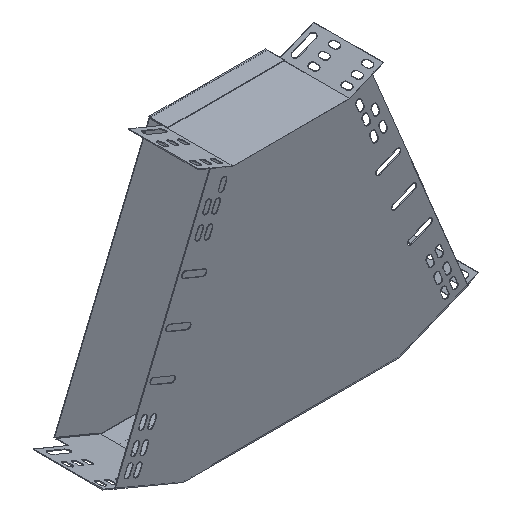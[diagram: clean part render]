
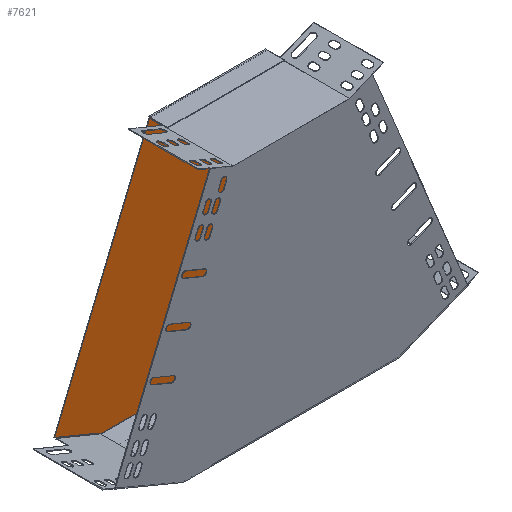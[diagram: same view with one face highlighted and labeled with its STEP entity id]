
A CAD part, isometric view. The second image highlights one B-rep face of the part: STEP entity #7621.
In plain terms, the highlighted planar face has unit normal (0, -1, 0).
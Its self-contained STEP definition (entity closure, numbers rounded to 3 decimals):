
#128 = CARTESIAN_POINT ( 'NONE',  ( -159.019, 239.156, -191.822 ) ) ;
#306 = CARTESIAN_POINT ( 'NONE',  ( -103.887, 239.156, -215.659 ) ) ;
#384 = CARTESIAN_POINT ( 'NONE',  ( -159.019, 239.156, -191.822 ) ) ;
#680 = LINE ( 'NONE', #128, #8145 ) ;
#691 = CARTESIAN_POINT ( 'NONE',  ( 156.881, 239.156, -215.659 ) ) ;
#749 = LINE ( 'NONE', #4859, #8225 ) ;
#763 = ORIENTED_EDGE ( 'NONE', *, *, #8451, .T. ) ;
#821 = EDGE_CURVE ( 'NONE', #9299, #6564, #5419, .T. ) ;
#1193 = CARTESIAN_POINT ( 'NONE',  ( -44.214, 239.156, 86.341 ) ) ;
#1218 = DIRECTION ( 'NONE',  ( 0., 0., -1. ) ) ;
#1234 = LINE ( 'NONE', #2499, #8740 ) ;
#1277 = DIRECTION ( 'NONE',  ( -1., 0., 0. ) ) ;
#1467 = CARTESIAN_POINT ( 'NONE',  ( -103.887, 239.156, -215.659 ) ) ;
#1495 = ORIENTED_EDGE ( 'NONE', *, *, #8030, .T. ) ;
#1758 = DIRECTION ( 'NONE',  ( 0., 0., 1. ) ) ;
#2026 = DIRECTION ( 'NONE',  ( 0., 0., 1. ) ) ;
#2150 = DIRECTION ( 'NONE',  ( 1., 0., 0. ) ) ;
#2281 = CARTESIAN_POINT ( 'NONE',  ( 212.013, 239.156, -191.822 ) ) ;
#2297 = CARTESIAN_POINT ( 'NONE',  ( 97.208, 239.156, 86.341 ) ) ;
#2304 = DIRECTION ( 'NONE',  ( -0.924, 0., -0.383 ) ) ;
#2438 = EDGE_CURVE ( 'NONE', #5750, #6683, #5372, .T. ) ;
#2499 = CARTESIAN_POINT ( 'NONE',  ( -44.214, 239.156, 86.341 ) ) ;
#2715 = VERTEX_POINT ( 'NONE', #1193 ) ;
#2833 = LINE ( 'NONE', #6254, #4277 ) ;
#2842 = VECTOR ( 'NONE', #1277, 1000. ) ;
#2987 = CARTESIAN_POINT ( 'NONE',  ( 156.881, 239.156, -214.659 ) ) ;
#3142 = ORIENTED_EDGE ( 'NONE', *, *, #8437, .F. ) ;
#3400 = EDGE_CURVE ( 'NONE', #5937, #5750, #4889, .T. ) ;
#3416 = VERTEX_POINT ( 'NONE', #7855 ) ;
#3474 = CARTESIAN_POINT ( 'NONE',  ( 212.013, 239.156, -191.822 ) ) ;
#3566 = VECTOR ( 'NONE', #8830, 1000. ) ;
#3828 = ORIENTED_EDGE ( 'NONE', *, *, #7612, .T. ) ;
#4201 = DIRECTION ( 'NONE',  ( 0., -1., 0. ) ) ;
#4220 = CARTESIAN_POINT ( 'NONE',  ( 97.208, 239.156, 85.341 ) ) ;
#4254 = ORIENTED_EDGE ( 'NONE', *, *, #3400, .F. ) ;
#4277 = VECTOR ( 'NONE', #1218, 1000. ) ;
#4284 = VERTEX_POINT ( 'NONE', #6490 ) ;
#4446 = ORIENTED_EDGE ( 'NONE', *, *, #821, .F. ) ;
#4803 = CARTESIAN_POINT ( 'NONE',  ( 212.013, 239.156, -191.822 ) ) ;
#4845 = AXIS2_PLACEMENT_3D ( 'NONE', #3474, #4201, #9297 ) ;
#4859 = CARTESIAN_POINT ( 'NONE',  ( 156.881, 239.156, -215.659 ) ) ;
#4889 = LINE ( 'NONE', #4220, #8561 ) ;
#4923 = DIRECTION ( 'NONE',  ( 0.383, 0., -0.924 ) ) ;
#4957 = CARTESIAN_POINT ( 'NONE',  ( -44.214, 239.156, 85.341 ) ) ;
#5060 = VECTOR ( 'NONE', #1758, 1000. ) ;
#5372 = LINE ( 'NONE', #2281, #7108 ) ;
#5419 = LINE ( 'NONE', #9120, #3566 ) ;
#5526 = VECTOR ( 'NONE', #2150, 1000. ) ;
#5528 = CARTESIAN_POINT ( 'NONE',  ( -44.214, 239.156, 86.341 ) ) ;
#5681 = ORIENTED_EDGE ( 'NONE', *, *, #8925, .T. ) ;
#5750 = VERTEX_POINT ( 'NONE', #4803 ) ;
#5937 = VERTEX_POINT ( 'NONE', #6734 ) ;
#6039 = DIRECTION ( 'NONE',  ( 0., 0., -1. ) ) ;
#6247 = FACE_OUTER_BOUND ( 'NONE', #7938, .T. ) ;
#6254 = CARTESIAN_POINT ( 'NONE',  ( 97.208, 239.156, 86.341 ) ) ;
#6309 = EDGE_CURVE ( 'NONE', #4284, #9299, #680, .T. ) ;
#6473 = ORIENTED_EDGE ( 'NONE', *, *, #2438, .F. ) ;
#6490 = CARTESIAN_POINT ( 'NONE',  ( -103.887, 239.156, -214.659 ) ) ;
#6545 = ORIENTED_EDGE ( 'NONE', *, *, #6309, .F. ) ;
#6564 = VERTEX_POINT ( 'NONE', #4957 ) ;
#6616 = VERTEX_POINT ( 'NONE', #1467 ) ;
#6683 = VERTEX_POINT ( 'NONE', #2987 ) ;
#6734 = CARTESIAN_POINT ( 'NONE',  ( 97.208, 239.156, 85.341 ) ) ;
#7000 = LINE ( 'NONE', #306, #5060 ) ;
#7108 = VECTOR ( 'NONE', #2304, 1000. ) ;
#7612 = EDGE_CURVE ( 'NONE', #3416, #6683, #749, .T. ) ;
#7621 = ADVANCED_FACE ( 'NONE', ( #6247 ), #7797, .T. ) ;
#7797 = PLANE ( 'NONE',  #4845 ) ;
#7855 = CARTESIAN_POINT ( 'NONE',  ( 156.881, 239.156, -215.659 ) ) ;
#7938 = EDGE_LOOP ( 'NONE', ( #6473, #4254, #8048, #5681, #763, #4446, #6545, #3142, #1495, #3828 ) ) ;
#8030 = EDGE_CURVE ( 'NONE', #6616, #3416, #9246, .T. ) ;
#8048 = ORIENTED_EDGE ( 'NONE', *, *, #9346, .F. ) ;
#8054 = DIRECTION ( 'NONE',  ( -0.924, 0., 0.383 ) ) ;
#8109 = VERTEX_POINT ( 'NONE', #2297 ) ;
#8145 = VECTOR ( 'NONE', #8054, 1000. ) ;
#8225 = VECTOR ( 'NONE', #2026, 1000. ) ;
#8437 = EDGE_CURVE ( 'NONE', #6616, #4284, #7000, .T. ) ;
#8451 = EDGE_CURVE ( 'NONE', #2715, #6564, #1234, .T. ) ;
#8561 = VECTOR ( 'NONE', #4923, 1000. ) ;
#8616 = LINE ( 'NONE', #5528, #2842 ) ;
#8740 = VECTOR ( 'NONE', #6039, 1000. ) ;
#8830 = DIRECTION ( 'NONE',  ( 0.383, 0., 0.924 ) ) ;
#8925 = EDGE_CURVE ( 'NONE', #8109, #2715, #8616, .T. ) ;
#9120 = CARTESIAN_POINT ( 'NONE',  ( -44.214, 239.156, 85.341 ) ) ;
#9246 = LINE ( 'NONE', #691, #5526 ) ;
#9297 = DIRECTION ( 'NONE',  ( 0., 0., -1. ) ) ;
#9299 = VERTEX_POINT ( 'NONE', #384 ) ;
#9346 = EDGE_CURVE ( 'NONE', #8109, #5937, #2833, .T. ) ;
